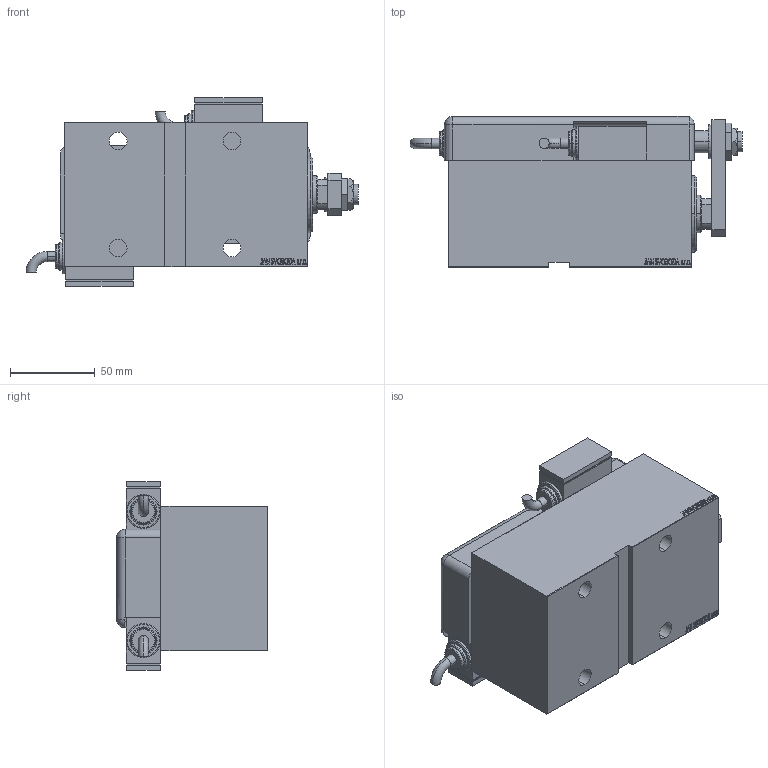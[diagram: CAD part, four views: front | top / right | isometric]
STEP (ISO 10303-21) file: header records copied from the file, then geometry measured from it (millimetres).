
FILE_DESCRIPTION (( 'STEP AP203' ), '1' );
FILE_NAME ('b94c.STEP', '2021-03-18T23:18:22', ( '' ), ( '' ), 'SwSTEP 2.0', 'SolidWorks 2019', '' );
FILE_SCHEMA (( 'CONFIG_CONTROL_DESIGN' ));
Length unit declared in the file: millimetre
Products named in the file (13): V450CM_VC_B 0bcb0d03af5b6bc9d4e30a7e6a5baeec; MAGNETIC SWITCH Q 0bcb0d03af5b6bc9d4e30a7e6a5baeec; ZARAZKA_Q 0bcb0d03af5b6bc9d4e30a7e6a5baeec; SWITCH Q 0bcb0d03af5b6bc9d4e30a7e6a5baeec; NUT_D19 0bcb0d03af5b6bc9d4e30a7e6a5baeec; SWITCH DIM A_G 0bcb0d03af5b6bc9d4e30a7e6a5baeec; V450CM_E_VCP 0bcb0d03af5b6bc9d4e30a7e6a5baeec; TYC 0bcb0d03af5b6bc9d4e30a7e6a5baeec; b94c; SWITCH_Q_FRONT_BACK 0bcb0d03af5b6bc9d4e30a7e6a5baeec; V450CM_E 0bcb0d03af5b6bc9d4e30a7e6a5baeec; NUT_D13 0bcb0d03af5b6bc9d4e30a7e6a5baeec; KRYT 0bcb0d03af5b6bc9d4e30a7e6a5baeec
Assembly tree (13 placements, depth 3):
  b94c
    V450CM_E 0bcb0d03af5b6bc9d4e30a7e6a5baeec
    V450CM_E_VCP 0bcb0d03af5b6bc9d4e30a7e6a5baeec
    V450CM_VC_B 0bcb0d03af5b6bc9d4e30a7e6a5baeec
    MAGNETIC SWITCH Q 0bcb0d03af5b6bc9d4e30a7e6a5baeec
      SWITCH_Q_FRONT_BACK 0bcb0d03af5b6bc9d4e30a7e6a5baeec
      TYC 0bcb0d03af5b6bc9d4e30a7e6a5baeec
      ZARAZKA_Q 0bcb0d03af5b6bc9d4e30a7e6a5baeec
      SWITCH DIM A_G 0bcb0d03af5b6bc9d4e30a7e6a5baeec
      NUT_D19 0bcb0d03af5b6bc9d4e30a7e6a5baeec
      NUT_D13 0bcb0d03af5b6bc9d4e30a7e6a5baeec
      KRYT 0bcb0d03af5b6bc9d4e30a7e6a5baeec
      SWITCH Q 0bcb0d03af5b6bc9d4e30a7e6a5baeec  x2
Bounding box: 195.46 x 88.8 x 111 mm (x, y, z)
Volume: 811341.8 mm3; surface area: 166759.8 mm2
Topology: 13 solids, 13 shells, 1245 faces, 3160 edges, 2087 vertices
Faces by surface type: plane 619, bspline 471, cylinder 109, cone 22, torus 22, sphere 2
Entity records: 58995 total; most frequent: CARTESIAN_POINT 31438, ORIENTED_EDGE 6124, DIRECTION 3862, EDGE_CURVE 3062, VERTEX_POINT 2027, LINE 1836, VECTOR 1836, EDGE_LOOP 1375
